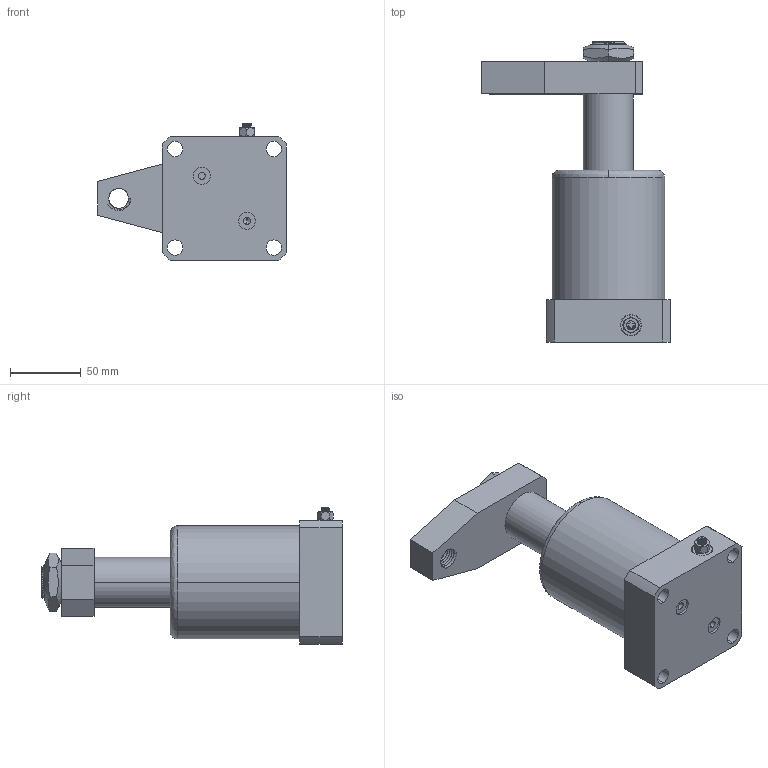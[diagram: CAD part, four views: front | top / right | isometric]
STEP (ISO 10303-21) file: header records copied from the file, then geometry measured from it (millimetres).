
FILE_DESCRIPTION (( 'STEP AP203' ), '1' );
FILE_NAME ('chs-mf63s-e_asm.STEP', '2019-05-06T02:11:00', ( '' ), ( '' ), 'SwSTEP 2.0', 'SolidWorks 2017', '' );
FILE_SCHEMA (( 'CONFIG_CONTROL_DESIGN' ));
Length unit declared in the file: millimetre
Products named in the file (9): M6_3; CHS-63S-01_5; CHS-MF40-TXF-03_3; CHS-TXF-01_3; chs-mf63s-e_asm; CHS-63S-02-E_1; CHS-MF63-03-E_1; CHS-MF40-TXF-02_3; M24_5
Assembly tree (8 placements, depth 2):
  chs-mf63s-e_asm
    CHS-MF63-03-E_1
    CHS-63S-02-E_1
    CHS-63S-01_5
    M24_5
    CHS-TXF-01_3
    CHS-MF40-TXF-03_3
    CHS-MF40-TXF-02_3
    M6_3
Bounding box: 134 x 213 x 96.99 mm (x, y, z)
Volume: 699934.8 mm3; surface area: 128402.3 mm2
Topology: 9 solids, 9 shells, 410 faces, 1145 edges, 765 vertices
Faces by surface type: cylinder 208, plane 87, cone 64, bspline 51
Entity records: 36381 total; most frequent: CARTESIAN_POINT 25997, ORIENTED_EDGE 2262, DIRECTION 1508, EDGE_CURVE 1131, VERTEX_POINT 765, AXIS2_PLACEMENT_3D 580, B_SPLINE_CURVE_WITH_KNOTS 551, EDGE_LOOP 460
